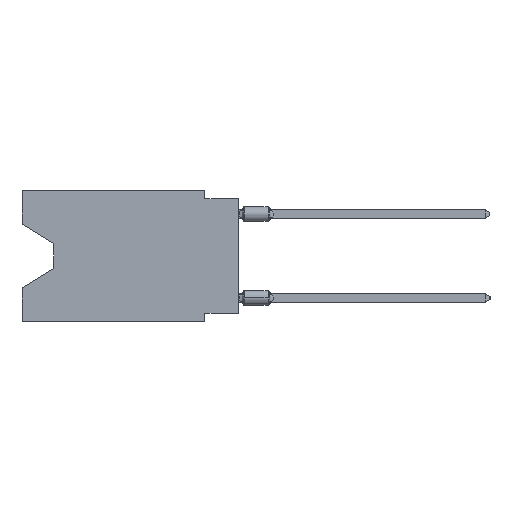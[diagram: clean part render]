
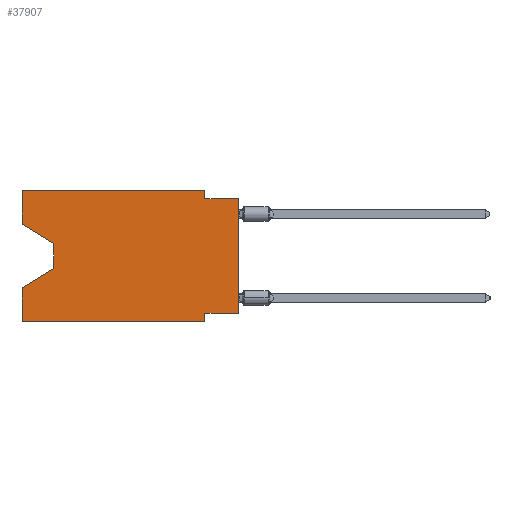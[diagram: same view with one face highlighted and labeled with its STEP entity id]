
A CAD part, left-side view. The second image highlights one B-rep face of the part: STEP entity #37907.
In plain terms, the highlighted planar face has unit normal (-1, 0, 0).
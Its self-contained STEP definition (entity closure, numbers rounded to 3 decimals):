
#502 = CARTESIAN_POINT ( 'NONE',  ( 0., 16.383, -7.36 ) ) ;
#656 = VERTEX_POINT ( 'NONE', #11710 ) ;
#1065 = VECTOR ( 'NONE', #22204, 1000. ) ;
#2037 = EDGE_CURVE ( 'NONE', #36944, #25138, #47229, .T. ) ;
#2598 = CARTESIAN_POINT ( 'NONE',  ( 0., 2.54, 0. ) ) ;
#4338 = CARTESIAN_POINT ( 'NONE',  ( 0., 16.383, -2.546 ) ) ;
#4482 = CARTESIAN_POINT ( 'NONE',  ( 0., 16.383, 0. ) ) ;
#4836 = CARTESIAN_POINT ( 'NONE',  ( 0., 2.54, -9.271 ) ) ;
#7322 = DIRECTION ( 'NONE',  ( 0., -1., 0. ) ) ;
#7696 = VECTOR ( 'NONE', #13795, 1000. ) ;
#7936 = VECTOR ( 'NONE', #35738, 1000. ) ;
#7972 = CARTESIAN_POINT ( 'NONE',  ( 0., 2.54, -9.906 ) ) ;
#8056 = VECTOR ( 'NONE', #17452, 1000. ) ;
#8413 = DIRECTION ( 'NONE',  ( 0., 0.855, -0.519 ) ) ;
#9344 = VECTOR ( 'NONE', #7322, 1000. ) ;
#9681 = ORIENTED_EDGE ( 'NONE', *, *, #26569, .F. ) ;
#9880 = VERTEX_POINT ( 'NONE', #15080 ) ;
#10184 = LINE ( 'NONE', #31855, #1065 ) ;
#10624 = DIRECTION ( 'NONE',  ( 1., 0., 0. ) ) ;
#10900 = ORIENTED_EDGE ( 'NONE', *, *, #17750, .F. ) ;
#11599 = LINE ( 'NONE', #20175, #9344 ) ;
#11710 = CARTESIAN_POINT ( 'NONE',  ( 0., 2.54, -0.635 ) ) ;
#12467 = LINE ( 'NONE', #4482, #29766 ) ;
#13396 = VERTEX_POINT ( 'NONE', #7972 ) ;
#13479 = VERTEX_POINT ( 'NONE', #47351 ) ;
#13795 = DIRECTION ( 'NONE',  ( 0., 0., 1. ) ) ;
#13960 = CARTESIAN_POINT ( 'NONE',  ( 0., 16.383, -2.546 ) ) ;
#14363 = EDGE_CURVE ( 'NONE', #48455, #18115, #52361, .T. ) ;
#15080 = CARTESIAN_POINT ( 'NONE',  ( 0., 2.54, 0. ) ) ;
#15372 = ORIENTED_EDGE ( 'NONE', *, *, #28318, .T. ) ;
#15658 = ORIENTED_EDGE ( 'NONE', *, *, #27096, .F. ) ;
#15767 = ORIENTED_EDGE ( 'NONE', *, *, #19223, .T. ) ;
#16178 = ORIENTED_EDGE ( 'NONE', *, *, #21452, .F. ) ;
#16512 = VERTEX_POINT ( 'NONE', #4836 ) ;
#16580 = LINE ( 'NONE', #2598, #56410 ) ;
#16686 = CARTESIAN_POINT ( 'NONE',  ( 0., 16.383, 0. ) ) ;
#16758 = DIRECTION ( 'NONE',  ( 0., 0., 1. ) ) ;
#17452 = DIRECTION ( 'NONE',  ( 0., -0.855, -0.519 ) ) ;
#17750 = EDGE_CURVE ( 'NONE', #53516, #9880, #27478, .T. ) ;
#18115 = VERTEX_POINT ( 'NONE', #18486 ) ;
#18486 = CARTESIAN_POINT ( 'NONE',  ( 0., 0., -0.635 ) ) ;
#19223 = EDGE_CURVE ( 'NONE', #46049, #13479, #22031, .T. ) ;
#19995 = CARTESIAN_POINT ( 'NONE',  ( 0., 13.97, -5.893 ) ) ;
#20175 = CARTESIAN_POINT ( 'NONE',  ( 0., 16.383, -9.906 ) ) ;
#21268 = DIRECTION ( 'NONE',  ( 0., 0., 1. ) ) ;
#21403 = LINE ( 'NONE', #30768, #33928 ) ;
#21452 = EDGE_CURVE ( 'NONE', #9880, #656, #16580, .T. ) ;
#22031 = LINE ( 'NONE', #4338, #8056 ) ;
#22204 = DIRECTION ( 'NONE',  ( 0., 0., -1. ) ) ;
#22915 = CARTESIAN_POINT ( 'NONE',  ( 0., 16.383, 0. ) ) ;
#23396 = CARTESIAN_POINT ( 'NONE',  ( 0., 0., -0.635 ) ) ;
#24854 = ORIENTED_EDGE ( 'NONE', *, *, #46420, .T. ) ;
#25138 = VERTEX_POINT ( 'NONE', #502 ) ;
#26569 = EDGE_CURVE ( 'NONE', #656, #18115, #44245, .T. ) ;
#27096 = EDGE_CURVE ( 'NONE', #48455, #16512, #46072, .T. ) ;
#27478 = LINE ( 'NONE', #22915, #7936 ) ;
#27726 = ORIENTED_EDGE ( 'NONE', *, *, #28111, .F. ) ;
#28022 = CARTESIAN_POINT ( 'NONE',  ( 0., 16.383, 0. ) ) ;
#28111 = EDGE_CURVE ( 'NONE', #16512, #13396, #21403, .T. ) ;
#28318 = EDGE_CURVE ( 'NONE', #43664, #13396, #11599, .T. ) ;
#29766 = VECTOR ( 'NONE', #16758, 1000. ) ;
#30654 = CARTESIAN_POINT ( 'NONE',  ( 0., 13.97, -5.893 ) ) ;
#30700 = VECTOR ( 'NONE', #21268, 1000. ) ;
#30768 = CARTESIAN_POINT ( 'NONE',  ( 0., 2.54, -9.906 ) ) ;
#31173 = CARTESIAN_POINT ( 'NONE',  ( 0., 0., -9.271 ) ) ;
#31653 = DIRECTION ( 'NONE',  ( 0., -1., 0. ) ) ;
#31855 = CARTESIAN_POINT ( 'NONE',  ( 0., 13.97, -4.013 ) ) ;
#33191 = EDGE_CURVE ( 'NONE', #43664, #25138, #12467, .T. ) ;
#33637 = EDGE_CURVE ( 'NONE', #46049, #53516, #42932, .T. ) ;
#33928 = VECTOR ( 'NONE', #38785, 1000. ) ;
#34035 = ORIENTED_EDGE ( 'NONE', *, *, #2037, .T. ) ;
#35738 = DIRECTION ( 'NONE',  ( 0., -1., 0. ) ) ;
#36944 = VERTEX_POINT ( 'NONE', #19995 ) ;
#37485 = CARTESIAN_POINT ( 'NONE',  ( 0., 0., -9.271 ) ) ;
#37907 = ADVANCED_FACE ( 'NONE', ( #45437 ), #41429, .F. ) ;
#37993 = VECTOR ( 'NONE', #8413, 1000. ) ;
#38785 = DIRECTION ( 'NONE',  ( 0., 0., -1. ) ) ;
#39389 = CARTESIAN_POINT ( 'NONE',  ( 0., 16.383, -9.906 ) ) ;
#40590 = DIRECTION ( 'NONE',  ( 0., 0., -1. ) ) ;
#40898 = EDGE_LOOP ( 'NONE', ( #15767, #24854, #34035, #42128, #15372, #27726, #15658, #52606, #9681, #16178, #10900, #55161 ) ) ;
#41158 = VECTOR ( 'NONE', #54906, 1000. ) ;
#41429 = PLANE ( 'NONE',  #47318 ) ;
#42128 = ORIENTED_EDGE ( 'NONE', *, *, #33191, .F. ) ;
#42932 = LINE ( 'NONE', #16686, #30700 ) ;
#43216 = CARTESIAN_POINT ( 'NONE',  ( 0., 0., 0. ) ) ;
#43664 = VERTEX_POINT ( 'NONE', #39389 ) ;
#44245 = LINE ( 'NONE', #23396, #54812 ) ;
#45437 = FACE_OUTER_BOUND ( 'NONE', #40898, .T. ) ;
#46049 = VERTEX_POINT ( 'NONE', #13960 ) ;
#46072 = LINE ( 'NONE', #37485, #41158 ) ;
#46420 = EDGE_CURVE ( 'NONE', #13479, #36944, #10184, .T. ) ;
#47229 = LINE ( 'NONE', #30654, #37993 ) ;
#47318 = AXIS2_PLACEMENT_3D ( 'NONE', #28022, #10624, #40590 ) ;
#47351 = CARTESIAN_POINT ( 'NONE',  ( 0., 13.97, -4.013 ) ) ;
#48455 = VERTEX_POINT ( 'NONE', #31173 ) ;
#50263 = DIRECTION ( 'NONE',  ( 0., 0., -1. ) ) ;
#51581 = CARTESIAN_POINT ( 'NONE',  ( 0., 16.383, 0. ) ) ;
#52361 = LINE ( 'NONE', #43216, #7696 ) ;
#52606 = ORIENTED_EDGE ( 'NONE', *, *, #14363, .T. ) ;
#53516 = VERTEX_POINT ( 'NONE', #51581 ) ;
#54812 = VECTOR ( 'NONE', #31653, 1000. ) ;
#54906 = DIRECTION ( 'NONE',  ( 0., 1., 0. ) ) ;
#55161 = ORIENTED_EDGE ( 'NONE', *, *, #33637, .F. ) ;
#56410 = VECTOR ( 'NONE', #50263, 1000. ) ;
